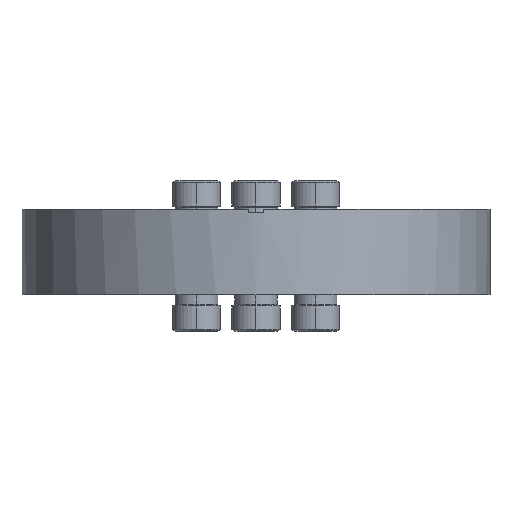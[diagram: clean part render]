
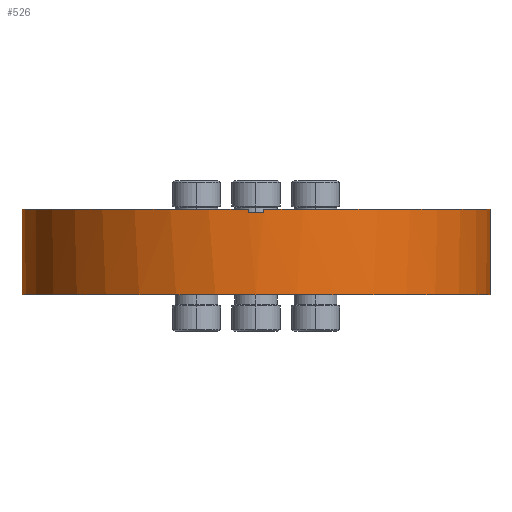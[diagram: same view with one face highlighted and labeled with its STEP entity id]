
A CAD part, front view. The second image highlights one B-rep face of the part: STEP entity #526.
In plain terms, the highlighted cylindrical face has radius 34.9 mm (diameter 69.8 mm), a partial arc.
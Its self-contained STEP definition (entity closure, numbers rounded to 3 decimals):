
#526=ADVANCED_FACE('',(#1129),#1130,.T.);
#1129=FACE_OUTER_BOUND('',#1817,.T.);
#1130=CYLINDRICAL_SURFACE('',#1818,34.9);
#1817=EDGE_LOOP('',(#3134,#3135,#3136,#3137,#3138,#3139,#3140,#3141,#3142));
#1818=AXIS2_PLACEMENT_3D('',#3143,#3144,#3145);
#3134=ORIENTED_EDGE('',*,*,#3741,.T.);
#3135=ORIENTED_EDGE('',*,*,#3898,.T.);
#3136=ORIENTED_EDGE('',*,*,#4251,.T.);
#3137=ORIENTED_EDGE('',*,*,#4046,.T.);
#3138=ORIENTED_EDGE('',*,*,#4187,.T.);
#3139=ORIENTED_EDGE('',*,*,#3994,.T.);
#3140=ORIENTED_EDGE('',*,*,#3743,.T.);
#3141=ORIENTED_EDGE('',*,*,#4252,.T.);
#3142=ORIENTED_EDGE('',*,*,#4253,.T.);
#3143=CARTESIAN_POINT('',(148.5,105.0,-6.05));
#3144=DIRECTION('',(-0.0,-0.0,-1.0));
#3145=DIRECTION('',(1.0,0.0,0.0));
#3741=EDGE_CURVE('',#4383,#4384,#4385,.T.);
#3743=EDGE_CURVE('',#4388,#4386,#4389,.T.);
#3898=EDGE_CURVE('',#4384,#4654,#4656,.T.);
#3994=EDGE_CURVE('',#4802,#4388,#4803,.T.);
#4046=EDGE_CURVE('',#4881,#4879,#4882,.T.);
#4187=EDGE_CURVE('',#4879,#4802,#5071,.T.);
#4251=EDGE_CURVE('',#4654,#4881,#5151,.T.);
#4252=EDGE_CURVE('',#4386,#5152,#5153,.T.);
#4253=EDGE_CURVE('',#5152,#4383,#5154,.T.);
#4383=VERTEX_POINT('',#5300);
#4384=VERTEX_POINT('',#5301);
#4385=LINE('',#5302,#5303);
#4386=VERTEX_POINT('',#5304);
#4388=VERTEX_POINT('',#5306);
#4389=LINE('',#5307,#5308);
#4654=VERTEX_POINT('',#5616);
#4656=CIRCLE('',#5619,34.9);
#4802=VERTEX_POINT('',#5796);
#4803=CIRCLE('',#5797,34.9);
#4879=VERTEX_POINT('',#5889);
#4881=VERTEX_POINT('',#5892);
#4882=CIRCLE('',#5893,34.9);
#5071=LINE('',#6122,#6123);
#5151=LINE('',#6214,#6215);
#5152=VERTEX_POINT('',#6216);
#5153=CIRCLE('',#6217,34.9);
#5154=CIRCLE('',#6218,34.9);
#5300=CARTESIAN_POINT('',(183.4,105.0,-5.75));
#5301=CARTESIAN_POINT('',(183.4,105.0,6.95));
#5302=CARTESIAN_POINT('',(183.4,105.0,0.6));
#5303=VECTOR('',#6378,1.0);
#5304=CARTESIAN_POINT('',(113.6,105.0,-5.75));
#5306=CARTESIAN_POINT('',(113.6,105.0,6.95));
#5307=CARTESIAN_POINT('',(113.6,105.0,0.6));
#5308=VECTOR('',#6382,1.0);
#5616=CARTESIAN_POINT('',(149.65,70.119,6.95));
#5619=AXIS2_PLACEMENT_3D('',#6664,#6665,#6666);
#5796=CARTESIAN_POINT('',(147.35,70.119,6.95));
#5797=AXIS2_PLACEMENT_3D('',#6818,#6819,#6820);
#5889=CARTESIAN_POINT('',(147.35,70.119,6.45));
#5892=CARTESIAN_POINT('',(149.65,70.119,6.45));
#5893=AXIS2_PLACEMENT_3D('',#6901,#6902,#6903);
#6122=CARTESIAN_POINT('',(147.35,70.119,6.7));
#6123=VECTOR('',#7118,1.0);
#6214=CARTESIAN_POINT('',(149.65,70.119,6.7));
#6215=VECTOR('',#7214,1.0);
#6216=CARTESIAN_POINT('',(148.5,70.1,-5.75));
#6217=AXIS2_PLACEMENT_3D('',#7215,#7216,#7217);
#6218=AXIS2_PLACEMENT_3D('',#7218,#7219,#7220);
#6378=DIRECTION('',(0.0,0.0,1.0));
#6382=DIRECTION('',(-0.0,-0.0,-1.0));
#6664=CARTESIAN_POINT('',(148.5,105.0,6.95));
#6665=DIRECTION('',(0.0,0.0,-1.0));
#6666=DIRECTION('',(1.0,0.0,0.0));
#6818=CARTESIAN_POINT('',(148.5,105.0,6.95));
#6819=DIRECTION('',(0.0,0.0,-1.0));
#6820=DIRECTION('',(1.0,0.0,0.0));
#6901=CARTESIAN_POINT('',(148.5,105.0,6.45));
#6902=DIRECTION('',(0.,0.,-1.0));
#6903=DIRECTION('',(1.0,0.,0.));
#7118=DIRECTION('',(0.0,0.0,1.0));
#7214=DIRECTION('',(-0.0,-0.0,-1.0));
#7215=CARTESIAN_POINT('',(148.5,105.0,-5.75));
#7216=DIRECTION('',(0.0,0.0,1.0));
#7217=DIRECTION('',(1.0,0.0,0.0));
#7218=CARTESIAN_POINT('',(148.5,105.0,-5.75));
#7219=DIRECTION('',(0.0,0.0,1.0));
#7220=DIRECTION('',(1.0,0.0,0.0));
